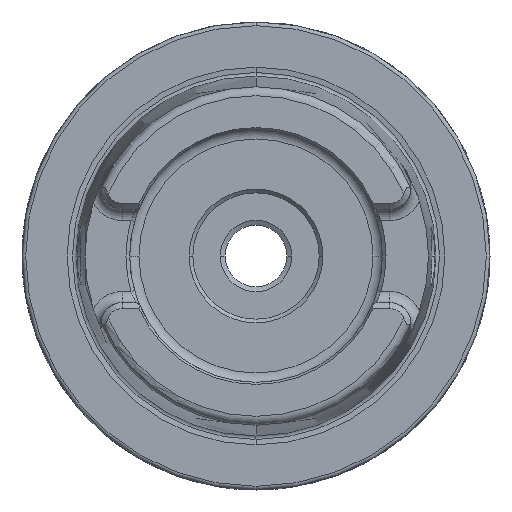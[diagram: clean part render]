
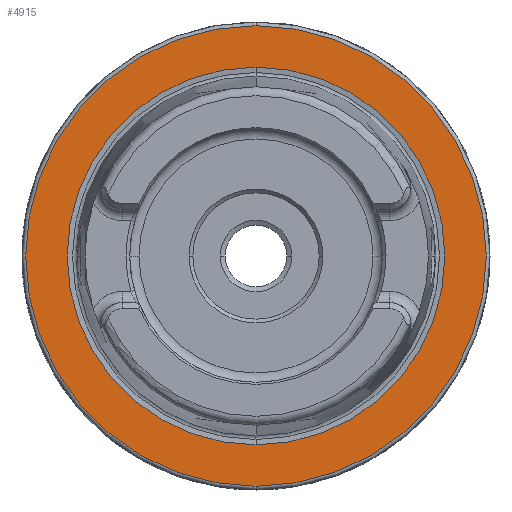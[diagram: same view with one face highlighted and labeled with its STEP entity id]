
A CAD part, left-side view. The second image highlights one B-rep face of the part: STEP entity #4915.
In plain terms, the highlighted planar face has unit normal (-1, 0, 0).
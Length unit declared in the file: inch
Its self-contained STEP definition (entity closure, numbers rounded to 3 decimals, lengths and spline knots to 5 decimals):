
#1459=CARTESIAN_POINT('',(0.,0.,0.));
#1460=DIRECTION('',(1.,0.,0.));
#1461=DIRECTION('',(0.,0.,-1.));
#1462=AXIS2_PLACEMENT_3D('',#1459,#1460,#1461);
#1464=CARTESIAN_POINT('',(0.,0.,0.));
#1465=DIRECTION('',(1.,0.,0.));
#1466=DIRECTION('',(0.,0.,1.));
#1467=AXIS2_PLACEMENT_3D('',#1464,#1465,#1466);
#1469=CARTESIAN_POINT('',(0.,0.,0.));
#1470=DIRECTION('',(-1.,0.,0.));
#1471=DIRECTION('',(0.,0.,1.));
#1472=AXIS2_PLACEMENT_3D('',#1469,#1470,#1471);
#1474=CARTESIAN_POINT('',(0.,0.,0.));
#1475=DIRECTION('',(-1.,0.,0.));
#1476=DIRECTION('',(0.,0.,-1.));
#1477=AXIS2_PLACEMENT_3D('',#1474,#1475,#1476);
#2830=CARTESIAN_POINT('',(0.,0.,-1.0008));
#2831=CARTESIAN_POINT('',(0.,0.,1.0008));
#2832=VERTEX_POINT('',#2830);
#2833=VERTEX_POINT('',#2831);
#3129=CARTESIAN_POINT('',(0.,0.,1.22047));
#3130=CARTESIAN_POINT('',(0.,0.,-1.22047));
#3131=VERTEX_POINT('',#3129);
#3132=VERTEX_POINT('',#3130);
#4899=CARTESIAN_POINT('',(0.,0.,0.));
#4900=DIRECTION('',(1.,0.,0.));
#4901=DIRECTION('',(0.,0.,1.));
#4902=AXIS2_PLACEMENT_3D('',#4899,#4900,#4901);
#4903=PLANE('',#4902);
#4904=ORIENTED_EDGE('',*,*,#4889,.F.);
#4906=ORIENTED_EDGE('',*,*,#4905,.F.);
#4907=EDGE_LOOP('',(#4904,#4906));
#4908=FACE_OUTER_BOUND('',#4907,.F.);
#4910=ORIENTED_EDGE('',*,*,#4909,.F.);
#4912=ORIENTED_EDGE('',*,*,#4911,.F.);
#4913=EDGE_LOOP('',(#4910,#4912));
#4914=FACE_BOUND('',#4913,.F.);
#4915=ADVANCED_FACE('',(#4908,#4914),#4903,.F.);
#1463=CIRCLE('',#1462,1.0008);
#1468=CIRCLE('',#1467,1.0008);
#1473=CIRCLE('',#1472,1.22047);
#1478=CIRCLE('',#1477,1.22047);
#4889=EDGE_CURVE('',#3131,#3132,#1473,.T.);
#4905=EDGE_CURVE('',#3132,#3131,#1478,.T.);
#4909=EDGE_CURVE('',#2832,#2833,#1463,.T.);
#4911=EDGE_CURVE('',#2833,#2832,#1468,.T.);
